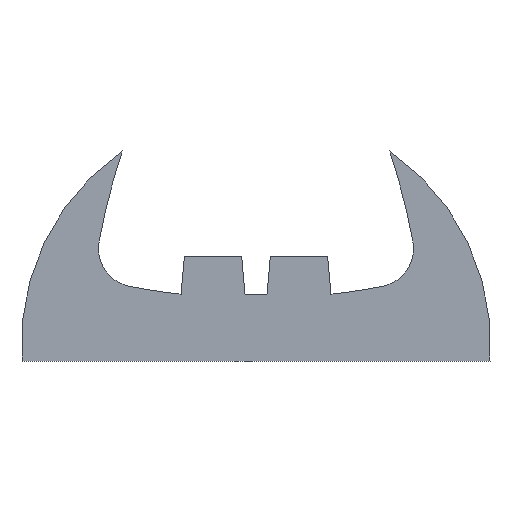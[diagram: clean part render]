
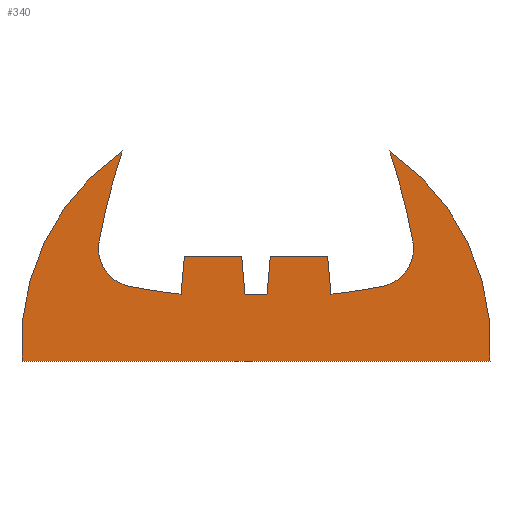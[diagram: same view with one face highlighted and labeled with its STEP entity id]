
A CAD part, front view. The second image highlights one B-rep face of the part: STEP entity #340.
In plain terms, the highlighted planar face has unit normal (0, -1, 0).
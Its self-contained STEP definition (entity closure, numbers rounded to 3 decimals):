
#23=PLANE('',#390);
#41=FACE_OUTER_BOUND('',#59,.T.);
#59=EDGE_LOOP('',(#298,#299,#300,#301,#302,#303,#304,#305,#306,#307,#308,
#309,#310,#311,#312,#313));
#64=LINE('',#519,#94);
#67=LINE('',#525,#97);
#70=LINE('',#531,#100);
#74=LINE('',#543,#104);
#77=LINE('',#549,#107);
#80=LINE('',#555,#110);
#87=LINE('',#585,#117);
#94=VECTOR('',#417,10.);
#97=VECTOR('',#422,10.);
#100=VECTOR('',#427,10.);
#104=VECTOR('',#439,10.);
#107=VECTOR('',#444,10.);
#110=VECTOR('',#449,10.);
#117=VECTOR('',#482,10.);
#120=CIRCLE('',#356,35.);
#122=CIRCLE('',#359,2.);
#124=CIRCLE('',#362,35.);
#126=CIRCLE('',#368,35.);
#128=CIRCLE('',#374,35.);
#130=CIRCLE('',#377,2.);
#132=CIRCLE('',#380,35.);
#134=CIRCLE('',#383,12.283);
#136=CIRCLE('',#387,12.283);
#138=VERTEX_POINT('',#497);
#139=VERTEX_POINT('',#498);
#142=VERTEX_POINT('',#506);
#144=VERTEX_POINT('',#512);
#146=VERTEX_POINT('',#518);
#148=VERTEX_POINT('',#524);
#150=VERTEX_POINT('',#530);
#152=VERTEX_POINT('',#536);
#154=VERTEX_POINT('',#542);
#156=VERTEX_POINT('',#548);
#158=VERTEX_POINT('',#554);
#160=VERTEX_POINT('',#560);
#162=VERTEX_POINT('',#566);
#164=VERTEX_POINT('',#572);
#166=VERTEX_POINT('',#578);
#168=VERTEX_POINT('',#584);
#170=EDGE_CURVE('',#138,#139,#120,.T.);
#174=EDGE_CURVE('',#139,#142,#122,.T.);
#177=EDGE_CURVE('',#142,#144,#124,.T.);
#180=EDGE_CURVE('',#144,#146,#64,.T.);
#183=EDGE_CURVE('',#146,#148,#67,.T.);
#186=EDGE_CURVE('',#150,#148,#70,.T.);
#189=EDGE_CURVE('',#150,#152,#126,.T.);
#192=EDGE_CURVE('',#152,#154,#74,.T.);
#195=EDGE_CURVE('',#156,#154,#77,.T.);
#198=EDGE_CURVE('',#158,#156,#80,.T.);
#201=EDGE_CURVE('',#158,#160,#128,.T.);
#204=EDGE_CURVE('',#160,#162,#130,.T.);
#207=EDGE_CURVE('',#162,#164,#132,.T.);
#210=EDGE_CURVE('',#166,#164,#134,.T.);
#213=EDGE_CURVE('',#168,#166,#87,.T.);
#216=EDGE_CURVE('',#138,#168,#136,.T.);
#298=ORIENTED_EDGE('',*,*,#216,.F.);
#299=ORIENTED_EDGE('',*,*,#170,.T.);
#300=ORIENTED_EDGE('',*,*,#174,.T.);
#301=ORIENTED_EDGE('',*,*,#177,.T.);
#302=ORIENTED_EDGE('',*,*,#180,.T.);
#303=ORIENTED_EDGE('',*,*,#183,.T.);
#304=ORIENTED_EDGE('',*,*,#186,.F.);
#305=ORIENTED_EDGE('',*,*,#189,.T.);
#306=ORIENTED_EDGE('',*,*,#192,.T.);
#307=ORIENTED_EDGE('',*,*,#195,.F.);
#308=ORIENTED_EDGE('',*,*,#198,.F.);
#309=ORIENTED_EDGE('',*,*,#201,.T.);
#310=ORIENTED_EDGE('',*,*,#204,.T.);
#311=ORIENTED_EDGE('',*,*,#207,.T.);
#312=ORIENTED_EDGE('',*,*,#210,.F.);
#313=ORIENTED_EDGE('',*,*,#213,.F.);
#340=ADVANCED_FACE('',(#41),#23,.F.);
#356=AXIS2_PLACEMENT_3D('',#499,#395,#396);
#359=AXIS2_PLACEMENT_3D('',#507,#403,#404);
#362=AXIS2_PLACEMENT_3D('',#513,#410,#411);
#368=AXIS2_PLACEMENT_3D('',#537,#432,#433);
#374=AXIS2_PLACEMENT_3D('',#561,#454,#455);
#377=AXIS2_PLACEMENT_3D('',#567,#461,#462);
#380=AXIS2_PLACEMENT_3D('',#573,#468,#469);
#383=AXIS2_PLACEMENT_3D('',#579,#475,#476);
#387=AXIS2_PLACEMENT_3D('',#590,#487,#488);
#390=AXIS2_PLACEMENT_3D('',#593,#493,#494);
#395=DIRECTION('center_axis',(0.,1.,0.));
#396=DIRECTION('ref_axis',(0.949,0.,0.314));
#403=DIRECTION('center_axis',(0.,1.,0.));
#404=DIRECTION('ref_axis',(0.984,0.,0.178));
#410=DIRECTION('center_axis',(0.,1.,0.));
#411=DIRECTION('ref_axis',(0.189,0.,-0.982));
#417=DIRECTION('',(-0.087,0.,0.996));
#422=DIRECTION('',(-1.,0.,0.));
#427=DIRECTION('',(0.087,0.,0.996));
#432=DIRECTION('center_axis',(0.,1.,0.));
#433=DIRECTION('ref_axis',(0.,0.,-1.));
#439=DIRECTION('',(-0.087,0.,0.996));
#444=DIRECTION('',(1.,0.,0.));
#449=DIRECTION('',(0.087,0.,0.996));
#454=DIRECTION('center_axis',(0.,1.,0.));
#455=DIRECTION('ref_axis',(-0.112,0.,-0.994));
#461=DIRECTION('center_axis',(0.,1.,0.));
#462=DIRECTION('ref_axis',(-0.189,0.,-0.982));
#468=DIRECTION('center_axis',(0.,1.,0.));
#469=DIRECTION('ref_axis',(-0.984,0.,0.178));
#475=DIRECTION('center_axis',(0.,1.,0.));
#476=DIRECTION('ref_axis',(-0.997,0.,-0.074));
#482=DIRECTION('',(-1.,0.,0.));
#487=DIRECTION('center_axis',(0.,1.,0.));
#488=DIRECTION('ref_axis',(0.57,0.,0.822));
#493=DIRECTION('center_axis',(0.,1.,0.));
#494=DIRECTION('ref_axis',(1.,0.,0.));
#497=CARTESIAN_POINT('',(7.,0.,11.));
#498=CARTESIAN_POINT('',(8.214,0.,6.232));
#499=CARTESIAN_POINT('Origin',(-26.226,0.,0.));
#506=CARTESIAN_POINT('',(6.625,0.,3.912));
#507=CARTESIAN_POINT('Origin',(6.246,0.,5.876));
#512=CARTESIAN_POINT('',(3.925,0.,3.5));
#513=CARTESIAN_POINT('Origin',(0.,0.,38.279));
#518=CARTESIAN_POINT('',(3.75,0.,5.5));
#519=CARTESIAN_POINT('',(3.925,0.,3.5));
#524=CARTESIAN_POINT('',(0.75,0.,5.5));
#525=CARTESIAN_POINT('',(3.75,0.,5.5));
#530=CARTESIAN_POINT('',(0.575,0.,3.5));
#531=CARTESIAN_POINT('',(0.575,0.,3.5));
#536=CARTESIAN_POINT('',(-0.575,0.,3.5));
#537=CARTESIAN_POINT('Origin',(0.,0.,38.495));
#542=CARTESIAN_POINT('',(-0.75,0.,5.5));
#543=CARTESIAN_POINT('',(-0.575,0.,3.5));
#548=CARTESIAN_POINT('',(-3.75,0.,5.5));
#549=CARTESIAN_POINT('',(-3.75,0.,5.5));
#554=CARTESIAN_POINT('',(-3.925,0.,3.5));
#555=CARTESIAN_POINT('',(-3.925,0.,3.5));
#560=CARTESIAN_POINT('',(-6.625,0.,3.912));
#561=CARTESIAN_POINT('Origin',(0.,0.,38.279));
#566=CARTESIAN_POINT('',(-8.214,0.,6.232));
#567=CARTESIAN_POINT('Origin',(-6.246,0.,5.876));
#572=CARTESIAN_POINT('',(-7.,0.,11.));
#573=CARTESIAN_POINT('Origin',(26.226,0.,0.));
#578=CARTESIAN_POINT('',(-12.25,0.,0.));
#579=CARTESIAN_POINT('Origin',(0.,0.,0.906));
#584=CARTESIAN_POINT('',(12.25,0.,0.));
#585=CARTESIAN_POINT('',(12.25,0.,0.));
#590=CARTESIAN_POINT('Origin',(0.,0.,0.906));
#593=CARTESIAN_POINT('Origin',(0.,0.,5.5));
